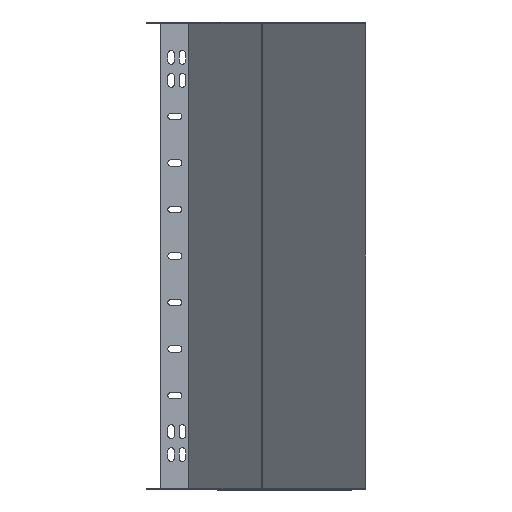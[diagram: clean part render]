
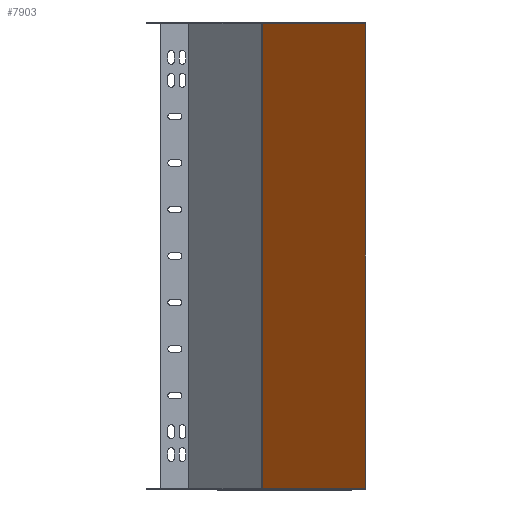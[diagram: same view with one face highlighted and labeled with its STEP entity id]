
A CAD part, front view. The second image highlights one B-rep face of the part: STEP entity #7903.
In plain terms, the highlighted planar face has unit normal (-0.707, -0.707, 0).
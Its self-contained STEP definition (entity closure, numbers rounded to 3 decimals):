
#93 = VECTOR ( 'NONE', #7391, 1000. ) ;
#150 = ORIENTED_EDGE ( 'NONE', *, *, #2973, .F. ) ;
#242 = CARTESIAN_POINT ( 'NONE',  ( -4.371, 110.879, -129.971 ) ) ;
#634 = PLANE ( 'NONE',  #6842 ) ;
#764 = EDGE_CURVE ( 'NONE', #7969, #9560, #6051, .T. ) ;
#1138 = FACE_OUTER_BOUND ( 'NONE', #6000, .T. ) ;
#1959 = CARTESIAN_POINT ( 'NONE',  ( 139.172, -32.663, 371.629 ) ) ;
#2185 = DIRECTION ( 'NONE',  ( -0.707, 0.707, 0. ) ) ;
#2973 = EDGE_CURVE ( 'NONE', #4697, #7969, #3956, .T. ) ;
#3499 = ORIENTED_EDGE ( 'NONE', *, *, #7002, .T. ) ;
#3644 = ORIENTED_EDGE ( 'NONE', *, *, #764, .F. ) ;
#3956 = LINE ( 'NONE', #242, #9934 ) ;
#3966 = VECTOR ( 'NONE', #4616, 1000. ) ;
#4616 = DIRECTION ( 'NONE',  ( 0., 0., 1. ) ) ;
#4697 = VERTEX_POINT ( 'NONE', #6750 ) ;
#5357 = CARTESIAN_POINT ( 'NONE',  ( 139.172, -32.663, -129.971 ) ) ;
#5701 = DIRECTION ( 'NONE',  ( 0., 0., 1. ) ) ;
#6000 = EDGE_LOOP ( 'NONE', ( #3644, #150, #7563, #3499 ) ) ;
#6048 = CARTESIAN_POINT ( 'NONE',  ( 139.172, -32.663, -129.971 ) ) ;
#6051 = LINE ( 'NONE', #6613, #93 ) ;
#6088 = CARTESIAN_POINT ( 'NONE',  ( 139.172, -32.663, -129.971 ) ) ;
#6188 = VECTOR ( 'NONE', #6832, 1000. ) ;
#6258 = EDGE_CURVE ( 'NONE', #4697, #9652, #8498, .T. ) ;
#6613 = CARTESIAN_POINT ( 'NONE',  ( 139.172, -32.663, 371.629 ) ) ;
#6750 = CARTESIAN_POINT ( 'NONE',  ( -4.371, 110.879, -129.971 ) ) ;
#6832 = DIRECTION ( 'NONE',  ( 0.707, -0.707, 0. ) ) ;
#6842 = AXIS2_PLACEMENT_3D ( 'NONE', #6088, #6872, #2185 ) ;
#6872 = DIRECTION ( 'NONE',  ( -0.707, -0.707, 0. ) ) ;
#7002 = EDGE_CURVE ( 'NONE', #9652, #9560, #7868, .T. ) ;
#7391 = DIRECTION ( 'NONE',  ( 0.707, -0.707, 0. ) ) ;
#7563 = ORIENTED_EDGE ( 'NONE', *, *, #6258, .T. ) ;
#7868 = LINE ( 'NONE', #9270, #3966 ) ;
#7903 = ADVANCED_FACE ( 'NONE', ( #1138 ), #634, .T. ) ;
#7969 = VERTEX_POINT ( 'NONE', #8504 ) ;
#8498 = LINE ( 'NONE', #6048, #6188 ) ;
#8504 = CARTESIAN_POINT ( 'NONE',  ( -4.371, 110.879, 371.629 ) ) ;
#9270 = CARTESIAN_POINT ( 'NONE',  ( 139.172, -32.663, -129.971 ) ) ;
#9560 = VERTEX_POINT ( 'NONE', #1959 ) ;
#9652 = VERTEX_POINT ( 'NONE', #5357 ) ;
#9934 = VECTOR ( 'NONE', #5701, 1000. ) ;
